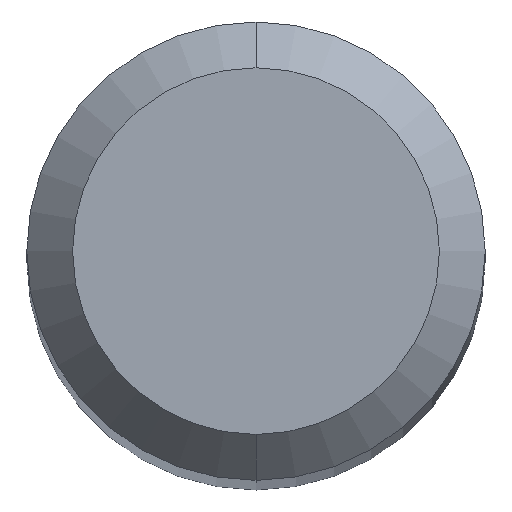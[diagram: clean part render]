
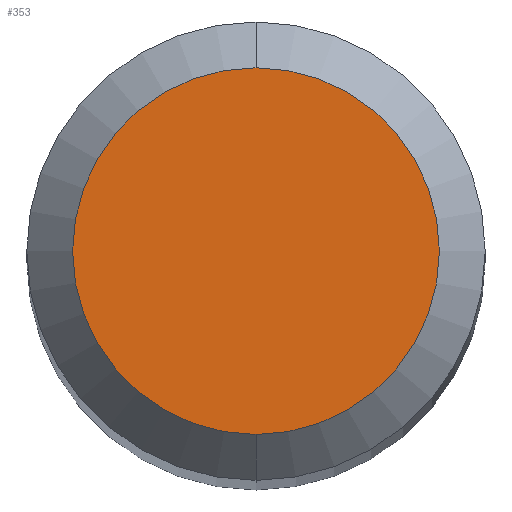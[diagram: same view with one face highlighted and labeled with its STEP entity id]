
A CAD part, top view. The second image highlights one B-rep face of the part: STEP entity #353.
In plain terms, the highlighted planar face has unit normal (0, 0, 1).
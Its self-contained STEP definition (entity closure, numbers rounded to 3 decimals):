
#227=EDGE_CURVE('',#423,#253,#529,.T.);
#253=VERTEX_POINT('',#558);
#353=ADVANCED_FACE('',(#666),#667,.T.);
#387=EDGE_CURVE('',#253,#423,#705,.T.);
#423=VERTEX_POINT('',#741);
#529=CIRCLE('',#904,1.2);
#558=CARTESIAN_POINT('',(0.,-1.2,35.221));
#666=FACE_OUTER_BOUND('',#1226,.T.);
#667=PLANE('',#1227);
#705=CIRCLE('',#1286,1.2);
#741=CARTESIAN_POINT('',(0.0,1.2,35.221));
#904=AXIS2_PLACEMENT_3D('',#1538,#1539,#1540);
#1226=EDGE_LOOP('',(#1677,#1678));
#1227=AXIS2_PLACEMENT_3D('',#1679,#1680,#1681);
#1286=AXIS2_PLACEMENT_3D('',#1725,#1726,#1727);
#1538=CARTESIAN_POINT('',(0.0,0.0,35.221));
#1539=DIRECTION('',(0.0,0.0,-1.0));
#1540=DIRECTION('',(0.0,1.0,0.0));
#1677=ORIENTED_EDGE('',*,*,#227,.F.);
#1678=ORIENTED_EDGE('',*,*,#387,.F.);
#1679=CARTESIAN_POINT('',(0.0,0.6,35.221));
#1680=DIRECTION('',(-0.0,0.0,1.0));
#1681=DIRECTION('',(0.0,-1.0,0.0));
#1725=CARTESIAN_POINT('',(0.0,0.0,35.221));
#1726=DIRECTION('',(0.0,0.0,-1.0));
#1727=DIRECTION('',(0.0,1.0,0.0));
